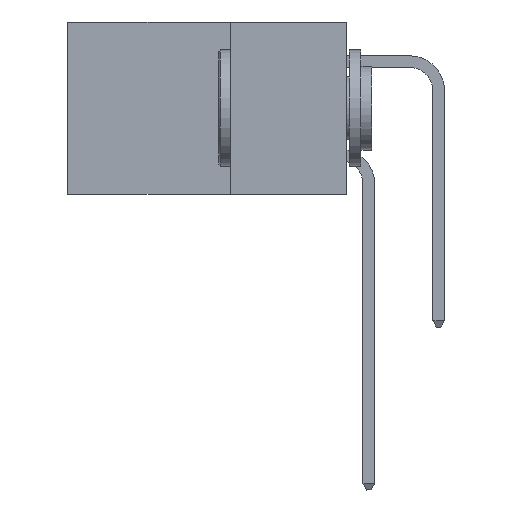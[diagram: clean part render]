
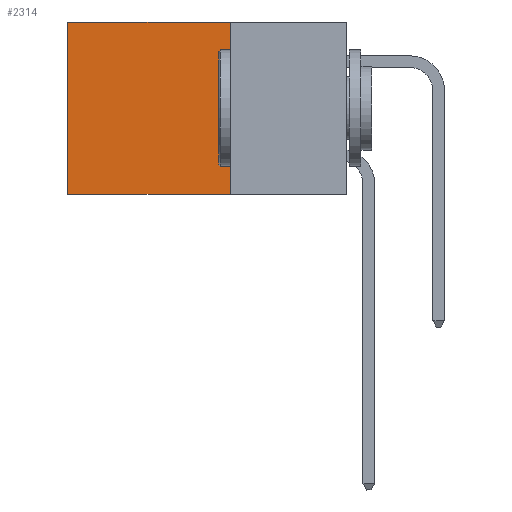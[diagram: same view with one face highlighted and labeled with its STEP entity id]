
A CAD part, left-side view. The second image highlights one B-rep face of the part: STEP entity #2314.
In plain terms, the highlighted planar face has unit normal (-1, 0, 0).
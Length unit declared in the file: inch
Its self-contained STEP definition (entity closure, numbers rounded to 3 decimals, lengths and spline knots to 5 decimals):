
#2068 = VERTEX_POINT ( 'NONE', #29260 ) ;
#2314 = ADVANCED_FACE ( 'NONE', ( #5082 ), #10567, .F. ) ;
#3364 = ORIENTED_EDGE ( 'NONE', *, *, #20909, .F. ) ;
#4470 = ORIENTED_EDGE ( 'NONE', *, *, #18478, .T. ) ;
#5082 = FACE_OUTER_BOUND ( 'NONE', #23054, .T. ) ;
#5090 = LINE ( 'NONE', #26314, #23666 ) ;
#5412 = DIRECTION ( 'NONE',  ( 0., 1., 0. ) ) ;
#5921 = DIRECTION ( 'NONE',  ( 1., 0., 0. ) ) ;
#6063 = VECTOR ( 'NONE', #31763, 39.37008 ) ;
#6373 = DIRECTION ( 'NONE',  ( 0., 0., -1. ) ) ;
#7512 = EDGE_CURVE ( 'NONE', #21767, #2068, #8280, .T. ) ;
#7636 = VERTEX_POINT ( 'NONE', #12141 ) ;
#8280 = LINE ( 'NONE', #10047, #24934 ) ;
#10047 = CARTESIAN_POINT ( 'NONE',  ( 0.2875, 0.25, -0.37 ) ) ;
#10567 = PLANE ( 'NONE',  #21178 ) ;
#11110 = DIRECTION ( 'NONE',  ( 0., 1., 0. ) ) ;
#11987 = CARTESIAN_POINT ( 'NONE',  ( 0.2875, 0.25, 0. ) ) ;
#12141 = CARTESIAN_POINT ( 'NONE',  ( 0.2875, 0.25, 0. ) ) ;
#13157 = EDGE_CURVE ( 'NONE', #7636, #19588, #17068, .T. ) ;
#15901 = ORIENTED_EDGE ( 'NONE', *, *, #7512, .F. ) ;
#17068 = LINE ( 'NONE', #18054, #26390 ) ;
#17569 = CARTESIAN_POINT ( 'NONE',  ( 0.2875, 0.25, -0.37 ) ) ;
#18054 = CARTESIAN_POINT ( 'NONE',  ( 0.2875, 0.25, 0. ) ) ;
#18262 = DIRECTION ( 'NONE',  ( 0., 0., -1. ) ) ;
#18478 = EDGE_CURVE ( 'NONE', #19588, #2068, #5090, .T. ) ;
#19588 = VERTEX_POINT ( 'NONE', #25468 ) ;
#20909 = EDGE_CURVE ( 'NONE', #7636, #21767, #24675, .T. ) ;
#21178 = AXIS2_PLACEMENT_3D ( 'NONE', #27885, #5921, #18262 ) ;
#21767 = VERTEX_POINT ( 'NONE', #17569 ) ;
#23054 = EDGE_LOOP ( 'NONE', ( #4470, #15901, #3364, #31466 ) ) ;
#23666 = VECTOR ( 'NONE', #6373, 39.37008 ) ;
#24675 = LINE ( 'NONE', #11987, #6063 ) ;
#24934 = VECTOR ( 'NONE', #11110, 39.37008 ) ;
#25468 = CARTESIAN_POINT ( 'NONE',  ( 0.2875, 0.6, 0. ) ) ;
#26314 = CARTESIAN_POINT ( 'NONE',  ( 0.2875, 0.6, 0. ) ) ;
#26390 = VECTOR ( 'NONE', #5412, 39.37008 ) ;
#27885 = CARTESIAN_POINT ( 'NONE',  ( 0.2875, 0.25, 0. ) ) ;
#29260 = CARTESIAN_POINT ( 'NONE',  ( 0.2875, 0.6, -0.37 ) ) ;
#31466 = ORIENTED_EDGE ( 'NONE', *, *, #13157, .T. ) ;
#31763 = DIRECTION ( 'NONE',  ( 0., 0., -1. ) ) ;
